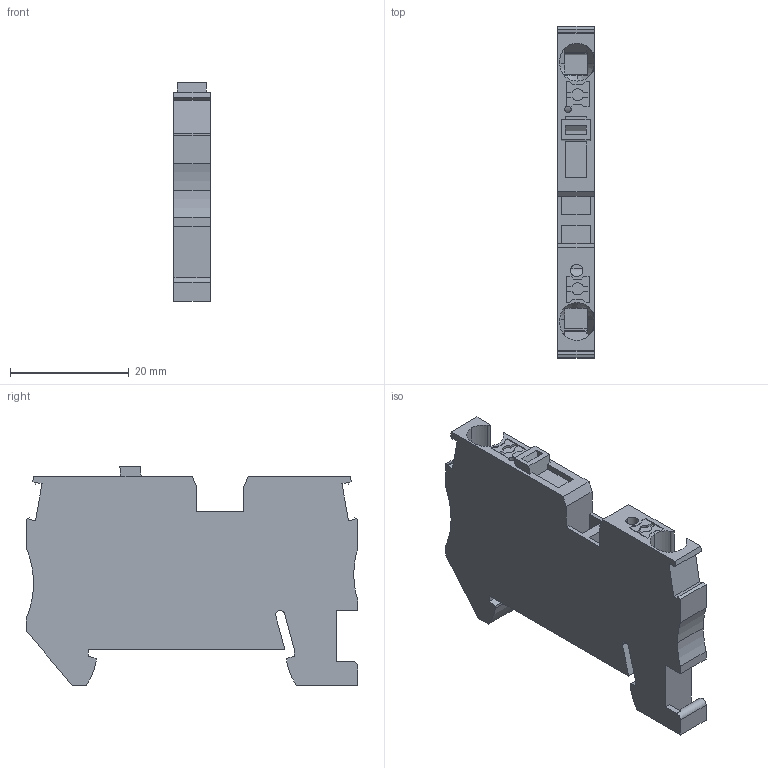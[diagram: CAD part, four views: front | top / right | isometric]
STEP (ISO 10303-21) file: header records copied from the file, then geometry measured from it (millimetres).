
FILE_DESCRIPTION(('STEP AP214'),'1');
FILE_NAME('cctmp_B2E5CF23-F9B1-4640-82BC-1C4A997AE19E_2023_07_24_09_10_08_0989..stp','2023-07-24T07:10:09',('SIEMENS A&D'),('CADClick - www.CADClick.com'),'Spatial InterOp 3D postprocessed',' ','unknown authorization');
FILE_SCHEMA(('AUTOMOTIVE_DESIGN'));
Length unit declared in the file: millimetre
Products named in the file (1): 2023_07_24_09_10_08_0977
Bounding box: 6.15 x 55.9 x 36.85 mm (x, y, z)
Volume: 8687.7 mm3; surface area: 5677.9 mm2
Topology: 1 solids, 1 shells, 185 faces, 524 edges, 346 vertices
Faces by surface type: plane 142, cylinder 35, cone 4, torus 4
Entity records: 8297 total; most frequent: CARTESIAN_POINT 2871, ORIENTED_EDGE 1048, DIRECTION 953, EDGE_CURVE 524, LINE 423, VECTOR 423, VERTEX_POINT 346, AXIS2_PLACEMENT_3D 265
